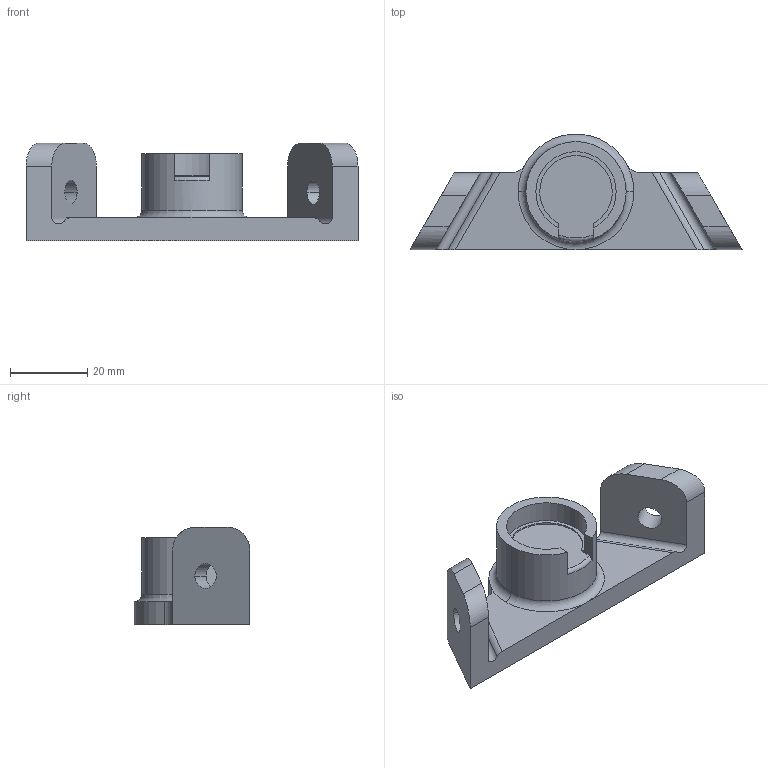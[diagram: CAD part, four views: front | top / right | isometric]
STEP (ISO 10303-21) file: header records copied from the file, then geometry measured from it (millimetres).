
FILE_DESCRIPTION (( 'STEP AP203' ), '1' );
FILE_NAME ('FSR BRACKET-Y.STEP', '2016-03-23T13:41:12', ( '' ), ( '' ), 'SwSTEP 2.0', 'SolidWorks 2015', '' );
FILE_SCHEMA (( 'CONFIG_CONTROL_DESIGN' ));
Length unit declared in the file: millimetre
Products named in the file (1): FSR BRACKET-Y
Bounding box: 86.06 x 29.95 x 25.4 mm (x, y, z)
Volume: 21356.8 mm3; surface area: 8532.5 mm2
Topology: 1 solids, 1 shells, 43 faces, 118 edges, 77 vertices
Faces by surface type: cylinder 23, plane 17, torus 3
Entity records: 1470 total; most frequent: CARTESIAN_POINT 305, ORIENTED_EDGE 236, DIRECTION 227, EDGE_CURVE 118, AXIS2_PLACEMENT_3D 83, VERTEX_POINT 77, VECTOR 61, LINE 61
